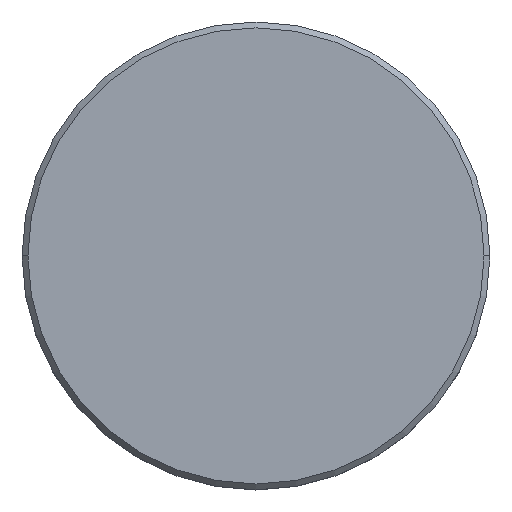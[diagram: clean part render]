
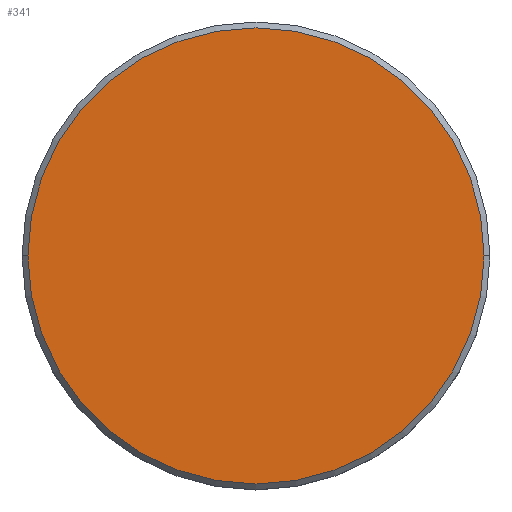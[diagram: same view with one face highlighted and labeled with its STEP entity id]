
A CAD part, top view. The second image highlights one B-rep face of the part: STEP entity #341.
In plain terms, the highlighted planar face has unit normal (0, 0, 1).
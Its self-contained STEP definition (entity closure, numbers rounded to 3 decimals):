
#114 = EDGE_CURVE ( 'NONE', #1108, #767, #426, .T. ) ;
#191 = EDGE_CURVE ( 'NONE', #767, #1108, #988, .T. ) ;
#208 = CARTESIAN_POINT ( 'NONE',  ( 0., 0., 0. ) ) ;
#214 = ORIENTED_EDGE ( 'NONE', *, *, #191, .T. ) ;
#254 = AXIS2_PLACEMENT_3D ( 'NONE', #401, #851, #487 ) ;
#341 = ADVANCED_FACE ( 'NONE', ( #805 ), #604, .T. ) ;
#401 = CARTESIAN_POINT ( 'NONE',  ( 0., 0., 0. ) ) ;
#426 = CIRCLE ( 'NONE', #444, 19.5 ) ;
#429 = DIRECTION ( 'NONE',  ( 0., 0., 1. ) ) ;
#444 = AXIS2_PLACEMENT_3D ( 'NONE', #208, #768, #574 ) ;
#456 = ORIENTED_EDGE ( 'NONE', *, *, #114, .T. ) ;
#487 = DIRECTION ( 'NONE',  ( 1., 0., 0. ) ) ;
#571 = CARTESIAN_POINT ( 'NONE',  ( -19.5, 0., 0. ) ) ;
#574 = DIRECTION ( 'NONE',  ( 1., 0., 0. ) ) ;
#604 = PLANE ( 'NONE',  #621 ) ;
#621 = AXIS2_PLACEMENT_3D ( 'NONE', #689, #429, #814 ) ;
#689 = CARTESIAN_POINT ( 'NONE',  ( 0., 0., 0. ) ) ;
#767 = VERTEX_POINT ( 'NONE', #571 ) ;
#768 = DIRECTION ( 'NONE',  ( 0., 0., 1. ) ) ;
#805 = FACE_OUTER_BOUND ( 'NONE', #993, .T. ) ;
#814 = DIRECTION ( 'NONE',  ( 1., 0., 0. ) ) ;
#851 = DIRECTION ( 'NONE',  ( 0., 0., 1. ) ) ;
#950 = CARTESIAN_POINT ( 'NONE',  ( 19.5, 0., 0. ) ) ;
#988 = CIRCLE ( 'NONE', #254, 19.5 ) ;
#993 = EDGE_LOOP ( 'NONE', ( #214, #456 ) ) ;
#1108 = VERTEX_POINT ( 'NONE', #950 ) ;
